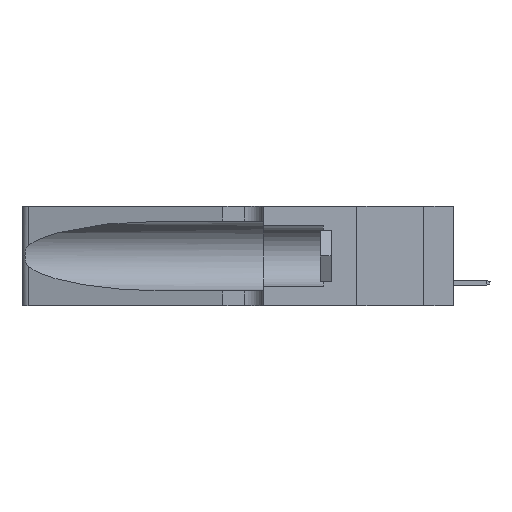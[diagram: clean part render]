
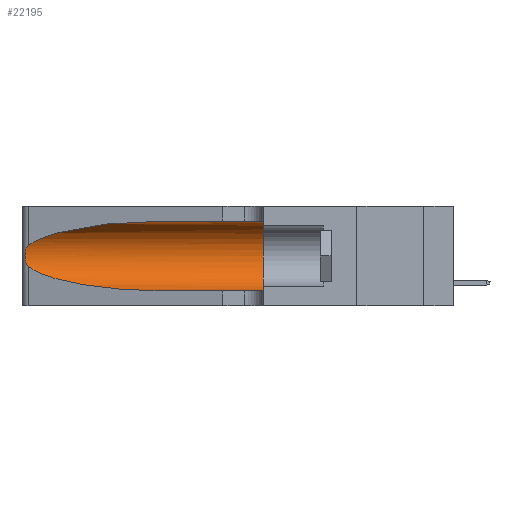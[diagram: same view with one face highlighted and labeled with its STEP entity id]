
A CAD part, left-side view. The second image highlights one B-rep face of the part: STEP entity #22195.
In plain terms, the highlighted cylindrical face has radius 3.308 mm (diameter 6.617 mm), a partial arc.
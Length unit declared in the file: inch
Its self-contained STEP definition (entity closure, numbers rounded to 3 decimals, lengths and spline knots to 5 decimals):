
#321 = CARTESIAN_POINT ( 'NONE',  ( 0.26075, 1.23896, 0.19203 ) ) ;
#2235 = ORIENTED_EDGE ( 'NONE', *, *, #24578, .T. ) ;
#2358 = CARTESIAN_POINT ( 'NONE',  ( 0.1305, 0.35, 0.31525 ) ) ;
#3236 = LINE ( 'NONE', #5716, #5006 ) ;
#3967 = VERTEX_POINT ( 'NONE', #19326 ) ;
#3975 = CARTESIAN_POINT ( 'NONE',  ( 0.2373, 1.15595, 0.28018 ) ) ;
#4675 = VERTEX_POINT ( 'NONE', #18200 ) ;
#5006 = VECTOR ( 'NONE', #30871, 39.37008 ) ;
#5474 = B_SPLINE_CURVE_WITH_KNOTS ( 'NONE', 3,
 ( #31467, #9607, #22167, #38082, #6507, #19063, #321, #31676, #22587, #35206, #15992, #25482, #9807, #16189 ),
 .UNSPECIFIED., .F., .F.,
 ( 4, 2, 2, 2, 2, 2, 4 ),
 ( 0., 0.00027, 0.00053, 0.00107, 0.0016, 0.00187, 0.00214 ),
 .UNSPECIFIED. ) ;
#5716 = CARTESIAN_POINT ( 'NONE',  ( 0.1305, 1.61858, 0.31525 ) ) ;
#6186 = DIRECTION ( 'NONE',  ( 0., 0., -1. ) ) ;
#6501 = CARTESIAN_POINT ( 'NONE',  ( 0.1305, 0.35, 0.185 ) ) ;
#6507 = CARTESIAN_POINT ( 'NONE',  ( 0.25854, 1.2359, 0.20912 ) ) ;
#6597 = CARTESIAN_POINT ( 'NONE',  ( 0.1305, 1.61858, 0.185 ) ) ;
#7262 = CARTESIAN_POINT ( 'NONE',  ( 0.18966, 0.96281, 0.31525 ) ) ;
#7675 = CARTESIAN_POINT ( 'NONE',  ( 0.25487, 1.22718, 0.22369 ) ) ;
#8175 = VERTEX_POINT ( 'NONE', #14120 ) ;
#8299 = EDGE_LOOP ( 'NONE', ( #13349, #37231, #2235, #21804, #14378, #17580 ) ) ;
#9607 = CARTESIAN_POINT ( 'NONE',  ( 0.25555, 1.22994, 0.2215 ) ) ;
#9807 = CARTESIAN_POINT ( 'NONE',  ( 0.25555, 1.22993, 0.14849 ) ) ;
#10381 = DIRECTION ( 'NONE',  ( 0., -1., 0. ) ) ;
#12379 = CYLINDRICAL_SURFACE ( 'NONE', #40653, 0.13025 ) ;
#13349 = ORIENTED_EDGE ( 'NONE', *, *, #37439, .T. ) ;
#13391 = VERTEX_POINT ( 'NONE', #25633 ) ;
#14120 = CARTESIAN_POINT ( 'NONE',  ( 0.1305, 0.72297, 0.05475 ) ) ;
#14378 = ORIENTED_EDGE ( 'NONE', *, *, #17433, .F. ) ;
#15992 = CARTESIAN_POINT ( 'NONE',  ( 0.25789, 1.23486, 0.15765 ) ) ;
#16052 = CARTESIAN_POINT ( 'NONE',  ( 0.1305, 0.72297, 0.05475 ) ) ;
#16180 = DIRECTION ( 'NONE',  ( 0., 1., 0. ) ) ;
#16189 = CARTESIAN_POINT ( 'NONE',  ( 0.25487, 1.22718, 0.14631 ) ) ;
#16251 = CARTESIAN_POINT ( 'NONE',  ( 0.2373, 1.15595, 0.08982 ) ) ;
#16446 = CARTESIAN_POINT ( 'NONE',  ( 0.25487, 1.22718, 0.14631 ) ) ;
#17324 =( BOUNDED_CURVE ( )  B_SPLINE_CURVE ( 3, ( #32838, #7262, #3975, #7675 ),
 .UNSPECIFIED., .F., .T. ) 
 B_SPLINE_CURVE_WITH_KNOTS ( ( 4, 4 ),
 ( 1.5708, 2.84003 ),
 .UNSPECIFIED. ) 
 CURVE ( )  GEOMETRIC_REPRESENTATION_ITEM ( )  RATIONAL_B_SPLINE_CURVE ( ( 1., 0.87, 0.87, 1. ) ) 
 REPRESENTATION_ITEM ( '' )  );
#17433 = EDGE_CURVE ( 'NONE', #40157, #13391, #37737, .T. ) ;
#17580 = ORIENTED_EDGE ( 'NONE', *, *, #21392, .F. ) ;
#18200 = CARTESIAN_POINT ( 'NONE',  ( 0.1305, 0.72297, 0.31525 ) ) ;
#18672 = CARTESIAN_POINT ( 'NONE',  ( 0.1305, 1.61858, 0.05475 ) ) ;
#18744 = DIRECTION ( 'NONE',  ( 0., -1., 0. ) ) ;
#18928 = EDGE_CURVE ( 'NONE', #3967, #21459, #5474, .T. ) ;
#19063 = CARTESIAN_POINT ( 'NONE',  ( 0.26018, 1.23835, 0.19895 ) ) ;
#19326 = CARTESIAN_POINT ( 'NONE',  ( 0.25487, 1.22718, 0.22369 ) ) ;
#19928 = AXIS2_PLACEMENT_3D ( 'NONE', #6501, #16180, #34585 ) ;
#21392 = EDGE_CURVE ( 'NONE', #4675, #40157, #3236, .T. ) ;
#21459 = VERTEX_POINT ( 'NONE', #35026 ) ;
#21804 = ORIENTED_EDGE ( 'NONE', *, *, #29751, .T. ) ;
#22167 = CARTESIAN_POINT ( 'NONE',  ( 0.25639, 1.23184, 0.21858 ) ) ;
#22195 = ADVANCED_FACE ( 'NONE', ( #28665 ), #12379, .F. ) ;
#22587 = CARTESIAN_POINT ( 'NONE',  ( 0.26017, 1.23833, 0.17102 ) ) ;
#22646 = CARTESIAN_POINT ( 'NONE',  ( 0.18966, 0.96281, 0.05475 ) ) ;
#23938 = VECTOR ( 'NONE', #10381, 39.37008 ) ;
#24578 = EDGE_CURVE ( 'NONE', #21459, #8175, #25445, .T. ) ;
#25445 =( BOUNDED_CURVE ( )  B_SPLINE_CURVE ( 3, ( #16446, #16251, #22646, #16052 ),
 .UNSPECIFIED., .F., .T. ) 
 B_SPLINE_CURVE_WITH_KNOTS ( ( 4, 4 ),
 ( 3.44316, 4.71239 ),
 .UNSPECIFIED. ) 
 CURVE ( )  GEOMETRIC_REPRESENTATION_ITEM ( )  RATIONAL_B_SPLINE_CURVE ( ( 1., 0.87, 0.87, 1. ) ) 
 REPRESENTATION_ITEM ( '' )  );
#25482 = CARTESIAN_POINT ( 'NONE',  ( 0.25639, 1.23186, 0.15144 ) ) ;
#25633 = CARTESIAN_POINT ( 'NONE',  ( 0.1305, 0.35, 0.05475 ) ) ;
#28665 = FACE_OUTER_BOUND ( 'NONE', #8299, .T. ) ;
#28938 = LINE ( 'NONE', #18672, #23938 ) ;
#29751 = EDGE_CURVE ( 'NONE', #8175, #13391, #28938, .T. ) ;
#30871 = DIRECTION ( 'NONE',  ( 0., -1., 0. ) ) ;
#31467 = CARTESIAN_POINT ( 'NONE',  ( 0.25487, 1.22718, 0.22369 ) ) ;
#31676 = CARTESIAN_POINT ( 'NONE',  ( 0.26075, 1.23896, 0.178 ) ) ;
#32838 = CARTESIAN_POINT ( 'NONE',  ( 0.1305, 0.72297, 0.31525 ) ) ;
#34585 = DIRECTION ( 'NONE',  ( 0., 0., 1. ) ) ;
#35026 = CARTESIAN_POINT ( 'NONE',  ( 0.25487, 1.22718, 0.14631 ) ) ;
#35206 = CARTESIAN_POINT ( 'NONE',  ( 0.25856, 1.23593, 0.16098 ) ) ;
#37231 = ORIENTED_EDGE ( 'NONE', *, *, #18928, .T. ) ;
#37439 = EDGE_CURVE ( 'NONE', #4675, #3967, #17324, .T. ) ;
#37737 = CIRCLE ( 'NONE', #19928, 0.13025 ) ;
#38082 = CARTESIAN_POINT ( 'NONE',  ( 0.25787, 1.23484, 0.2124 ) ) ;
#40157 = VERTEX_POINT ( 'NONE', #2358 ) ;
#40653 = AXIS2_PLACEMENT_3D ( 'NONE', #6597, #18744, #6186 ) ;
